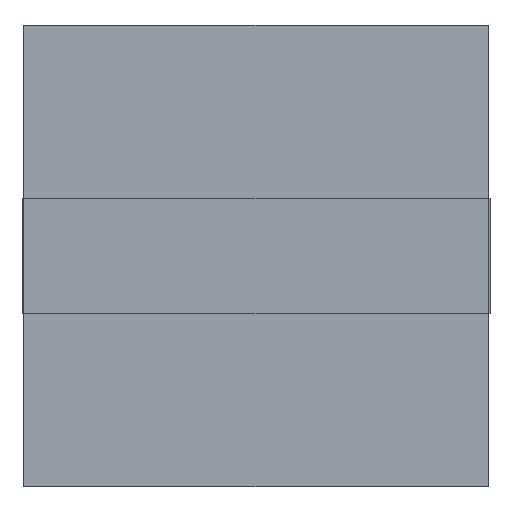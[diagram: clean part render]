
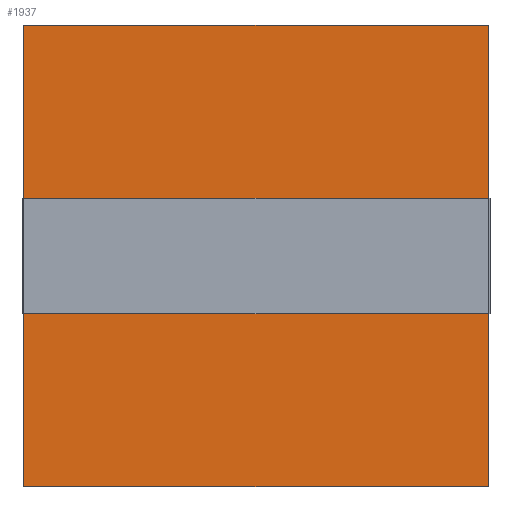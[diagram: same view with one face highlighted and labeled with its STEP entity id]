
A CAD part, front view. The second image highlights one B-rep face of the part: STEP entity #1937.
In plain terms, the highlighted planar face has unit normal (0, -1, 0).
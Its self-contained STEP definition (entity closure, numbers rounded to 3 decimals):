
#74=FACE_OUTER_BOUND('',#197,.T.);
#197=EDGE_LOOP('',(#1324,#1325,#1326,#1327));
#385=LINE('',#2942,#590);
#397=LINE('',#2969,#602);
#398=LINE('',#2972,#603);
#399=LINE('',#2973,#604);
#590=VECTOR('',#2409,10.);
#602=VECTOR('',#2433,10.);
#603=VECTOR('',#2436,10.);
#604=VECTOR('',#2437,10.);
#777=VERTEX_POINT('',#2940);
#778=VERTEX_POINT('',#2941);
#787=VERTEX_POINT('',#2967);
#788=VERTEX_POINT('',#2971);
#963=EDGE_CURVE('',#777,#778,#385,.T.);
#977=EDGE_CURVE('',#778,#787,#397,.T.);
#978=EDGE_CURVE('',#787,#788,#398,.T.);
#979=EDGE_CURVE('',#777,#788,#399,.T.);
#1324=ORIENTED_EDGE('',*,*,#978,.T.);
#1325=ORIENTED_EDGE('',*,*,#979,.F.);
#1326=ORIENTED_EDGE('',*,*,#963,.T.);
#1327=ORIENTED_EDGE('',*,*,#977,.T.);
#1688=PLANE('',#2113);
#1937=ADVANCED_FACE('',(#74),#1688,.T.);
#2113=AXIS2_PLACEMENT_3D('',#2970,#2434,#2435);
#2409=DIRECTION('',(1.,0.,0.));
#2433=DIRECTION('',(0.,0.,1.));
#2434=DIRECTION('center_axis',(0.,-1.,0.));
#2435=DIRECTION('ref_axis',(0.,0.,
-1.));
#2436=DIRECTION('',(-1.,0.,0.));
#2437=DIRECTION('',(0.,0.,1.));
#2940=CARTESIAN_POINT('',(-20.15,-20.,-20.));
#2941=CARTESIAN_POINT('',(20.15,-20.,-20.));
#2942=CARTESIAN_POINT('',(-20.15,-20.,-20.));
#2967=CARTESIAN_POINT('',(20.15,-20.,20.));
#2969=CARTESIAN_POINT('',(20.15,-20.,0.));
#2970=CARTESIAN_POINT('Origin',(20.15,-20.,0.));
#2971=CARTESIAN_POINT('',(-20.15,-20.,20.));
#2972=CARTESIAN_POINT('',(-20.15,-20.,20.));
#2973=CARTESIAN_POINT('',(-20.15,-20.,0.));
